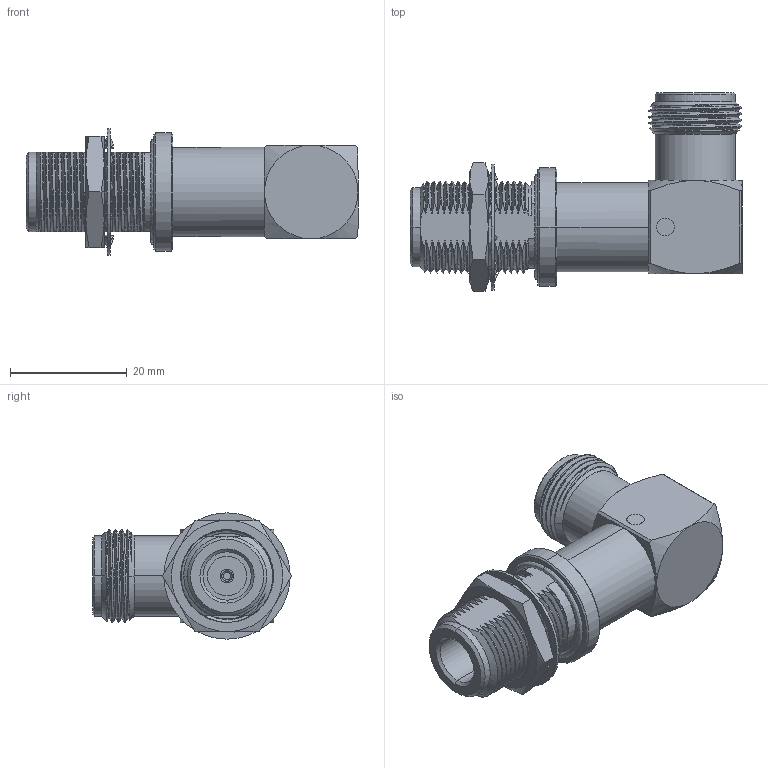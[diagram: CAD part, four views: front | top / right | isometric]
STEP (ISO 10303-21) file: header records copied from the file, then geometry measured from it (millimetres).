
FILE_DESCRIPTION (( 'STEP AP214' ), '1' );
FILE_NAME ('FMAD1241_3D.step', '2025-11-21T00:19:58', ( '' ), ( '' ), 'SwSTEP 2.0', 'SolidWorks 2025', '' );
FILE_SCHEMA (( 'AUTOMOTIVE_DESIGN' ));
Length unit declared in the file: inch
Products named in the file (1): FMAD1241_3D
Bounding box: 56.8 x 34 x 21.59 mm (x, y, z)
Volume: 13141.8 mm3; surface area: 6992.3 mm2
Topology: 2 solids, 2 shells, 405 faces, 1192 edges, 786 vertices
Faces by surface type: bspline 162, cylinder 113, plane 75, cone 55
Entity records: 89037 total; most frequent: CARTESIAN_POINT 80120, ORIENTED_EDGE 2384, EDGE_CURVE 1192, DIRECTION 1182, VERTEX_POINT 786, B_SPLINE_CURVE_WITH_KNOTS 443, EDGE_LOOP 432, FACE_OUTER_BOUND 405
